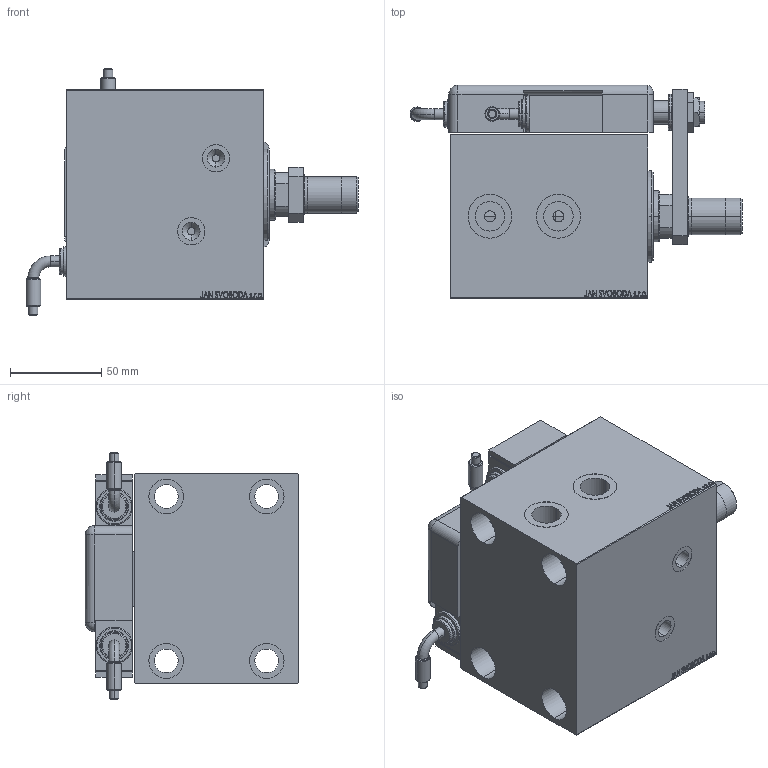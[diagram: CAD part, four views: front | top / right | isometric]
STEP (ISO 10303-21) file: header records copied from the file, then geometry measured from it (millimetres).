
FILE_DESCRIPTION (( 'STEP AP203' ), '1' );
FILE_NAME ('f0ad.STEP', '2022-04-17T16:05:01', ( '' ), ( '' ), 'SwSTEP 2.0', 'SolidWorks 2019', '' );
FILE_SCHEMA (( 'CONFIG_CONTROL_DESIGN' ));
Length unit declared in the file: millimetre
Products named in the file (14): SWITCH_Q_FRONT_BACK a378bc7967c4d49453547c3afbb95238; V450CP_VC_B a378bc7967c4d49453547c3afbb95238; NUT_D19 a378bc7967c4d49453547c3afbb95238; NUT_D13 a378bc7967c4d49453547c3afbb95238; TYC a378bc7967c4d49453547c3afbb95238; SWITCH DIM A_G a378bc7967c4d49453547c3afbb95238; V450CP_C a378bc7967c4d49453547c3afbb95238; SWITCH Q a378bc7967c4d49453547c3afbb95238; V450CP_B_VCP a378bc7967c4d49453547c3afbb95238; KRYT a378bc7967c4d49453547c3afbb95238; ZARAZKA_Q a378bc7967c4d49453547c3afbb95238; V450CM_MALE_METRIC a378bc7967c4d49453547c3afbb95238; MAGNETIC SWITCH Q a378bc7967c4d49453547c3afbb95238; f0ad
Assembly tree (15 placements, depth 3):
  f0ad
    V450CP_C a378bc7967c4d49453547c3afbb95238
    MAGNETIC SWITCH Q a378bc7967c4d49453547c3afbb95238
      SWITCH_Q_FRONT_BACK a378bc7967c4d49453547c3afbb95238
      TYC a378bc7967c4d49453547c3afbb95238
      ZARAZKA_Q a378bc7967c4d49453547c3afbb95238
      SWITCH DIM A_G a378bc7967c4d49453547c3afbb95238
      NUT_D19 a378bc7967c4d49453547c3afbb95238
      NUT_D13 a378bc7967c4d49453547c3afbb95238
      KRYT a378bc7967c4d49453547c3afbb95238
      SWITCH Q a378bc7967c4d49453547c3afbb95238  x2
    V450CM_MALE_METRIC a378bc7967c4d49453547c3afbb95238  x2
    V450CP_B_VCP a378bc7967c4d49453547c3afbb95238
    V450CP_VC_B a378bc7967c4d49453547c3afbb95238
Bounding box: 181.76 x 116.8 x 135.01 mm (x, y, z)
Volume: 1184893.2 mm3; surface area: 210406 mm2
Topology: 15 solids, 15 shells, 1328 faces, 3329 edges, 2187 vertices
Faces by surface type: plane 632, bspline 475, cylinder 147, cone 46, torus 26, sphere 2
Entity records: 62490 total; most frequent: CARTESIAN_POINT 33602, ORIENTED_EDGE 6350, DIRECTION 4141, EDGE_CURVE 3175, VERTEX_POINT 2094, LINE 1865, VECTOR 1865, EDGE_LOOP 1441
